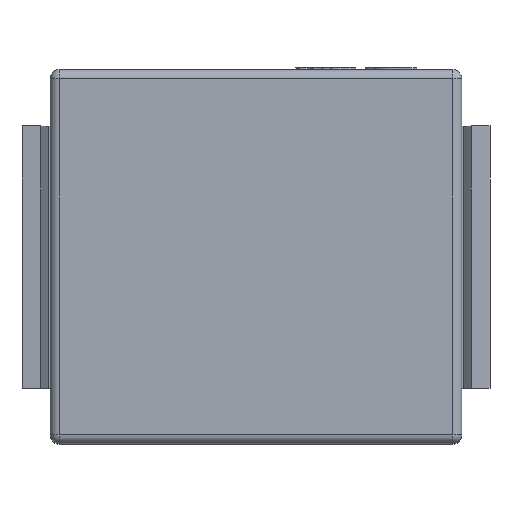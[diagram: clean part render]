
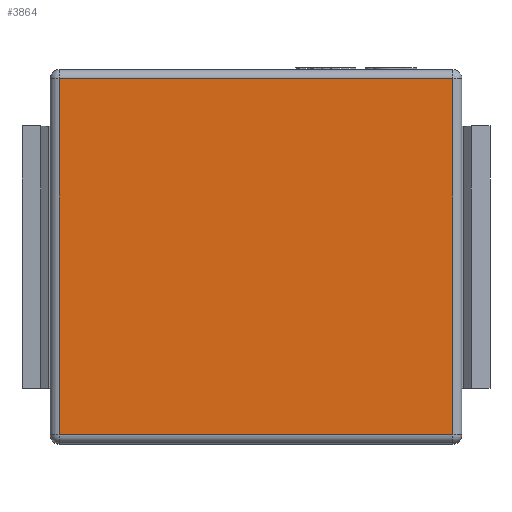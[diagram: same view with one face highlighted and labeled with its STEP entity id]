
A CAD part, top view. The second image highlights one B-rep face of the part: STEP entity #3864.
In plain terms, the highlighted planar face has unit normal (0, 0, 1).
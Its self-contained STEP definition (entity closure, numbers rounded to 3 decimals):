
#52 = VERTEX_POINT ( 'NONE', #1394 ) ;
#227 = EDGE_CURVE ( 'NONE', #5108, #52, #11348, .T. ) ;
#1254 = FACE_OUTER_BOUND ( 'NONE', #12203, .T. ) ;
#1394 = CARTESIAN_POINT ( 'NONE',  ( -1.05, 0.95, 1.75 ) ) ;
#1834 = CARTESIAN_POINT ( 'NONE',  ( 1.05, 0.95, 1.75 ) ) ;
#3216 = DIRECTION ( 'NONE',  ( -1., 0., 0. ) ) ;
#3319 = VECTOR ( 'NONE', #12321, 1000. ) ;
#3864 = ADVANCED_FACE ( 'NONE', ( #1254 ), #12695, .F. ) ;
#4352 = LINE ( 'NONE', #12285, #9715 ) ;
#4440 = CARTESIAN_POINT ( 'NONE',  ( 0., 0., 1.75 ) ) ;
#4744 = VECTOR ( 'NONE', #6527, 1000. ) ;
#5108 = VERTEX_POINT ( 'NONE', #1834 ) ;
#5267 = CARTESIAN_POINT ( 'NONE',  ( 1.05, -0.95, 1.75 ) ) ;
#5615 = EDGE_CURVE ( 'NONE', #52, #9704, #4352, .T. ) ;
#5984 = ORIENTED_EDGE ( 'NONE', *, *, #9432, .T. ) ;
#6504 = CARTESIAN_POINT ( 'NONE',  ( 0., -0.95, 1.75 ) ) ;
#6527 = DIRECTION ( 'NONE',  ( -1., 0., 0. ) ) ;
#6876 = DIRECTION ( 'NONE',  ( 0., 1., 0. ) ) ;
#7359 = AXIS2_PLACEMENT_3D ( 'NONE', #4440, #10381, #3216 ) ;
#7641 = LINE ( 'NONE', #6504, #3319 ) ;
#8022 = LINE ( 'NONE', #12709, #14186 ) ;
#8737 = CARTESIAN_POINT ( 'NONE',  ( 0., 0.95, 1.75 ) ) ;
#9432 = EDGE_CURVE ( 'NONE', #13820, #5108, #8022, .T. ) ;
#9704 = VERTEX_POINT ( 'NONE', #14517 ) ;
#9715 = VECTOR ( 'NONE', #13586, 1000. ) ;
#10381 = DIRECTION ( 'NONE',  ( 0., 0., -1. ) ) ;
#11348 = LINE ( 'NONE', #8737, #4744 ) ;
#12203 = EDGE_LOOP ( 'NONE', ( #14004, #14121, #5984, #14553 ) ) ;
#12285 = CARTESIAN_POINT ( 'NONE',  ( -1.05, 0., 1.75 ) ) ;
#12321 = DIRECTION ( 'NONE',  ( 1., 0., 0. ) ) ;
#12695 = PLANE ( 'NONE',  #7359 ) ;
#12709 = CARTESIAN_POINT ( 'NONE',  ( 1.05, 0., 1.75 ) ) ;
#13586 = DIRECTION ( 'NONE',  ( 0., -1., 0. ) ) ;
#13646 = EDGE_CURVE ( 'NONE', #9704, #13820, #7641, .T. ) ;
#13820 = VERTEX_POINT ( 'NONE', #5267 ) ;
#14004 = ORIENTED_EDGE ( 'NONE', *, *, #5615, .T. ) ;
#14121 = ORIENTED_EDGE ( 'NONE', *, *, #13646, .T. ) ;
#14186 = VECTOR ( 'NONE', #6876, 1000. ) ;
#14517 = CARTESIAN_POINT ( 'NONE',  ( -1.05, -0.95, 1.75 ) ) ;
#14553 = ORIENTED_EDGE ( 'NONE', *, *, #227, .T. ) ;
